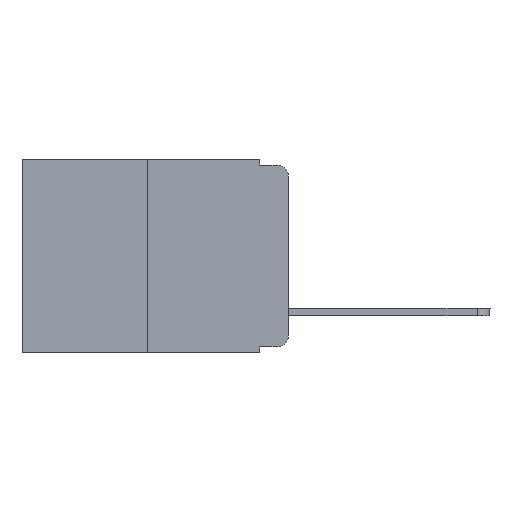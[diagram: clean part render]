
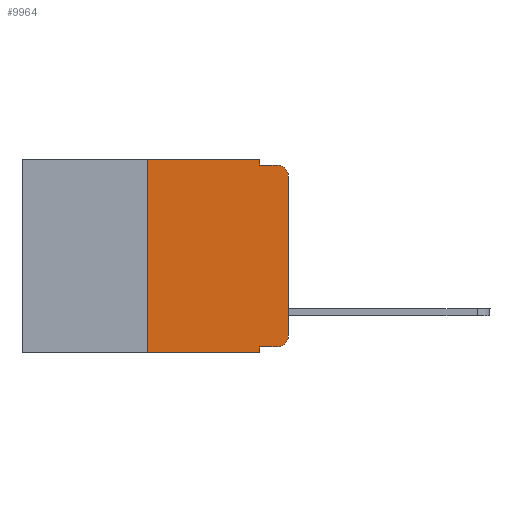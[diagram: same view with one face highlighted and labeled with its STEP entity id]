
A CAD part, left-side view. The second image highlights one B-rep face of the part: STEP entity #9964.
In plain terms, the highlighted planar face has unit normal (-1, 0, 0).
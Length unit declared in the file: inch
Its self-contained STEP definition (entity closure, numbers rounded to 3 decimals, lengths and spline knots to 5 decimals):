
#105 = DIRECTION ( 'NONE',  ( 0., 0., -1. ) ) ;
#542 = CARTESIAN_POINT ( 'NONE',  ( 0., 0.02, -0.01 ) ) ;
#566 = EDGE_CURVE ( 'NONE', #12018, #1270, #6754, .T. ) ;
#742 = LINE ( 'NONE', #12461, #11042 ) ;
#1238 = LINE ( 'NONE', #2164, #11413 ) ;
#1270 = VERTEX_POINT ( 'NONE', #1549 ) ;
#1305 = DIRECTION ( 'NONE',  ( 0., -1., 0. ) ) ;
#1549 = CARTESIAN_POINT ( 'NONE',  ( 0., 0.051, -0.343 ) ) ;
#1658 = VERTEX_POINT ( 'NONE', #542 ) ;
#1781 = DIRECTION ( 'NONE',  ( 0., 0., -1. ) ) ;
#1795 = ORIENTED_EDGE ( 'NONE', *, *, #12008, .T. ) ;
#1878 = CARTESIAN_POINT ( 'NONE',  ( 0., 0.02, -0.313 ) ) ;
#1966 = PLANE ( 'NONE',  #11108 ) ;
#2066 = LINE ( 'NONE', #10861, #6043 ) ;
#2164 = CARTESIAN_POINT ( 'NONE',  ( 0., 0.051, -0.333 ) ) ;
#2322 = EDGE_LOOP ( 'NONE', ( #4158, #4178, #5770, #2991, #3729, #12109, #7970, #5995, #1795, #8953 ) ) ;
#2536 = EDGE_CURVE ( 'NONE', #10515, #1658, #12683, .T. ) ;
#2670 = CARTESIAN_POINT ( 'NONE',  ( 0., 0., 0. ) ) ;
#2796 = EDGE_CURVE ( 'NONE', #8849, #6209, #6445, .T. ) ;
#2991 = ORIENTED_EDGE ( 'NONE', *, *, #11945, .F. ) ;
#3014 = EDGE_CURVE ( 'NONE', #12879, #1658, #742, .T. ) ;
#3149 = CARTESIAN_POINT ( 'NONE',  ( 0., 0.051, 0. ) ) ;
#3212 = CIRCLE ( 'NONE', #6948, 0.02 ) ;
#3261 = CARTESIAN_POINT ( 'NONE',  ( 0., 0.473, -0.343 ) ) ;
#3507 = LINE ( 'NONE', #3261, #10655 ) ;
#3522 = CARTESIAN_POINT ( 'NONE',  ( 0., 0., -0.03 ) ) ;
#3694 = VECTOR ( 'NONE', #6078, 39.37008 ) ;
#3729 = ORIENTED_EDGE ( 'NONE', *, *, #2796, .F. ) ;
#3927 = VECTOR ( 'NONE', #5407, 39.37008 ) ;
#3949 = DIRECTION ( 'NONE',  ( 0., 0., 1. ) ) ;
#4119 = EDGE_CURVE ( 'NONE', #4470, #1270, #3507, .T. ) ;
#4133 = AXIS2_PLACEMENT_3D ( 'NONE', #9533, #4758, #6595 ) ;
#4158 = ORIENTED_EDGE ( 'NONE', *, *, #5533, .T. ) ;
#4178 = ORIENTED_EDGE ( 'NONE', *, *, #2536, .T. ) ;
#4470 = VERTEX_POINT ( 'NONE', #12383 ) ;
#4742 = DIRECTION ( 'NONE',  ( 0., -1., 0. ) ) ;
#4758 = DIRECTION ( 'NONE',  ( -1., 0., 0. ) ) ;
#5407 = DIRECTION ( 'NONE',  ( 0., -1., 0. ) ) ;
#5533 = EDGE_CURVE ( 'NONE', #8909, #10515, #9711, .T. ) ;
#5683 = LINE ( 'NONE', #10707, #10223 ) ;
#5770 = ORIENTED_EDGE ( 'NONE', *, *, #3014, .F. ) ;
#5995 = ORIENTED_EDGE ( 'NONE', *, *, #566, .F. ) ;
#6043 = VECTOR ( 'NONE', #3949, 39.37008 ) ;
#6078 = DIRECTION ( 'NONE',  ( 0., 0., -1. ) ) ;
#6209 = VERTEX_POINT ( 'NONE', #6299 ) ;
#6299 = CARTESIAN_POINT ( 'NONE',  ( 0., 0.051, 0. ) ) ;
#6445 = LINE ( 'NONE', #7236, #3927 ) ;
#6595 = DIRECTION ( 'NONE',  ( 0., 0., -1. ) ) ;
#6737 = DIRECTION ( 'NONE',  ( 1., 0., 0. ) ) ;
#6754 = LINE ( 'NONE', #3149, #3694 ) ;
#6762 = CARTESIAN_POINT ( 'NONE',  ( 0., 0., -0.313 ) ) ;
#6773 = DIRECTION ( 'NONE',  ( 0., 0., 1. ) ) ;
#6792 = DIRECTION ( 'NONE',  ( 0., 0., -1. ) ) ;
#6948 = AXIS2_PLACEMENT_3D ( 'NONE', #1878, #10036, #105 ) ;
#7236 = CARTESIAN_POINT ( 'NONE',  ( 0., 0.473, 0. ) ) ;
#7296 = DIRECTION ( 'NONE',  ( 0., -1., 0. ) ) ;
#7354 = CARTESIAN_POINT ( 'NONE',  ( 0., 0.02, -0.333 ) ) ;
#7576 = EDGE_CURVE ( 'NONE', #12622, #8909, #3212, .T. ) ;
#7970 = ORIENTED_EDGE ( 'NONE', *, *, #4119, .T. ) ;
#8383 = VECTOR ( 'NONE', #6773, 39.37008 ) ;
#8849 = VERTEX_POINT ( 'NONE', #12209 ) ;
#8888 = CARTESIAN_POINT ( 'NONE',  ( 0., 0.473, 0. ) ) ;
#8909 = VERTEX_POINT ( 'NONE', #6762 ) ;
#8953 = ORIENTED_EDGE ( 'NONE', *, *, #7576, .T. ) ;
#9017 = CARTESIAN_POINT ( 'NONE',  ( 0., 0.051, -0.333 ) ) ;
#9533 = CARTESIAN_POINT ( 'NONE',  ( 0., 0.02, -0.03 ) ) ;
#9711 = LINE ( 'NONE', #2670, #8383 ) ;
#9964 = ADVANCED_FACE ( 'NONE', ( #12681 ), #1966, .F. ) ;
#10036 = DIRECTION ( 'NONE',  ( -1., 0., 0. ) ) ;
#10092 = CARTESIAN_POINT ( 'NONE',  ( 0., 0.051, -0.01 ) ) ;
#10223 = VECTOR ( 'NONE', #6792, 39.37008 ) ;
#10515 = VERTEX_POINT ( 'NONE', #3522 ) ;
#10655 = VECTOR ( 'NONE', #7296, 39.37008 ) ;
#10707 = CARTESIAN_POINT ( 'NONE',  ( 0., 0.051, 0. ) ) ;
#10861 = CARTESIAN_POINT ( 'NONE',  ( 0., 0.25, 0. ) ) ;
#11042 = VECTOR ( 'NONE', #4742, 39.37008 ) ;
#11108 = AXIS2_PLACEMENT_3D ( 'NONE', #8888, #6737, #1781 ) ;
#11413 = VECTOR ( 'NONE', #1305, 39.37008 ) ;
#11945 = EDGE_CURVE ( 'NONE', #6209, #12879, #5683, .T. ) ;
#12008 = EDGE_CURVE ( 'NONE', #12018, #12622, #1238, .T. ) ;
#12018 = VERTEX_POINT ( 'NONE', #9017 ) ;
#12109 = ORIENTED_EDGE ( 'NONE', *, *, #12898, .F. ) ;
#12209 = CARTESIAN_POINT ( 'NONE',  ( 0., 0.25, 0. ) ) ;
#12383 = CARTESIAN_POINT ( 'NONE',  ( 0., 0.25, -0.343 ) ) ;
#12461 = CARTESIAN_POINT ( 'NONE',  ( 0., 0.051, -0.01 ) ) ;
#12622 = VERTEX_POINT ( 'NONE', #7354 ) ;
#12681 = FACE_OUTER_BOUND ( 'NONE', #2322, .T. ) ;
#12683 = CIRCLE ( 'NONE', #4133, 0.02 ) ;
#12879 = VERTEX_POINT ( 'NONE', #10092 ) ;
#12898 = EDGE_CURVE ( 'NONE', #4470, #8849, #2066, .T. ) ;
